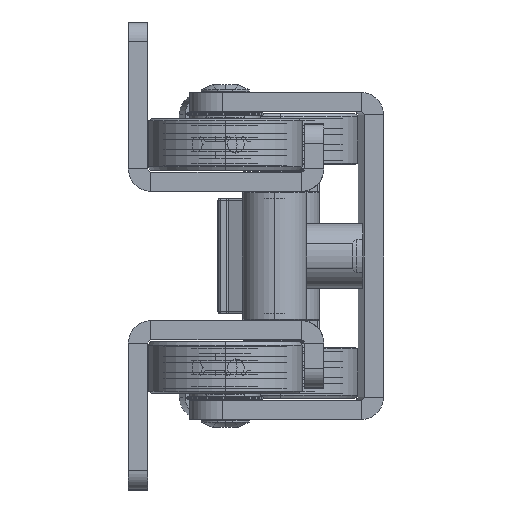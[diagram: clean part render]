
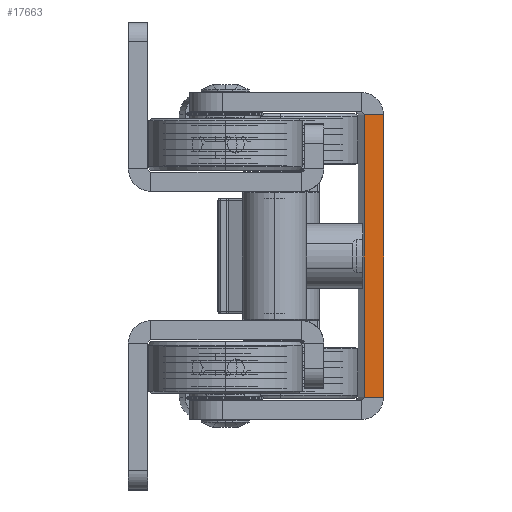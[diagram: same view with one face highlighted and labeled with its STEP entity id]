
A CAD part, left-side view. The second image highlights one B-rep face of the part: STEP entity #17663.
In plain terms, the highlighted face is planar.
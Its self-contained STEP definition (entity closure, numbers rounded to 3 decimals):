
#8 = CARTESIAN_POINT ( 'NONE',  ( 700., -3., 58. ) ) ;
#875 = LINE ( 'NONE', #8547, #7343 ) ;
#1224 = CARTESIAN_POINT ( 'NONE',  ( 700., 0., 58. ) ) ;
#2162 = DIRECTION ( 'NONE',  ( 0., 0., -1. ) ) ;
#2848 = LINE ( 'NONE', #1224, #10268 ) ;
#3448 = CARTESIAN_POINT ( 'NONE',  ( 700., 0., 22. ) ) ;
#5880 = VERTEX_POINT ( 'NONE', #19793 ) ;
#6719 = VECTOR ( 'NONE', #9789, 1000. ) ;
#7343 = VECTOR ( 'NONE', #8669, 1000. ) ;
#7421 = ORIENTED_EDGE ( 'NONE', *, *, #9806, .F. ) ;
#7524 = LINE ( 'NONE', #22519, #24015 ) ;
#8547 = CARTESIAN_POINT ( 'NONE',  ( 700., -3., 22. ) ) ;
#8567 = EDGE_CURVE ( 'NONE', #5880, #9956, #875, .T. ) ;
#8669 = DIRECTION ( 'NONE',  ( 0., 1., 0. ) ) ;
#9415 = LINE ( 'NONE', #8, #6719 ) ;
#9608 = FACE_OUTER_BOUND ( 'NONE', #9620, .T. ) ;
#9620 = EDGE_LOOP ( 'NONE', ( #22905, #7421, #14467, #16295 ) ) ;
#9625 = CARTESIAN_POINT ( 'NONE',  ( 700., 0., -22. ) ) ;
#9652 = AXIS2_PLACEMENT_3D ( 'NONE', #17429, #15322, #2162 ) ;
#9789 = DIRECTION ( 'NONE',  ( 0., 0., -1. ) ) ;
#9806 = EDGE_CURVE ( 'NONE', #9956, #20428, #2848, .T. ) ;
#9956 = VERTEX_POINT ( 'NONE', #3448 ) ;
#10004 = VERTEX_POINT ( 'NONE', #13494 ) ;
#10268 = VECTOR ( 'NONE', #14359, 1000. ) ;
#10869 = EDGE_CURVE ( 'NONE', #5880, #10004, #9415, .T. ) ;
#13193 = PLANE ( 'NONE',  #9652 ) ;
#13494 = CARTESIAN_POINT ( 'NONE',  ( 700., -3., -22. ) ) ;
#14359 = DIRECTION ( 'NONE',  ( 0., 0., -1. ) ) ;
#14467 = ORIENTED_EDGE ( 'NONE', *, *, #8567, .F. ) ;
#15322 = DIRECTION ( 'NONE',  ( 1., 0., 0. ) ) ;
#16295 = ORIENTED_EDGE ( 'NONE', *, *, #10869, .T. ) ;
#16811 = DIRECTION ( 'NONE',  ( 0., -1., 0. ) ) ;
#17429 = CARTESIAN_POINT ( 'NONE',  ( 700., -3., 58. ) ) ;
#17663 = ADVANCED_FACE ( 'NONE', ( #9608 ), #13193, .T. ) ;
#19793 = CARTESIAN_POINT ( 'NONE',  ( 700., -3., 22. ) ) ;
#20255 = EDGE_CURVE ( 'NONE', #20428, #10004, #7524, .T. ) ;
#20428 = VERTEX_POINT ( 'NONE', #9625 ) ;
#22519 = CARTESIAN_POINT ( 'NONE',  ( 700., -3., -22. ) ) ;
#22905 = ORIENTED_EDGE ( 'NONE', *, *, #20255, .F. ) ;
#24015 = VECTOR ( 'NONE', #16811, 1000. ) ;
